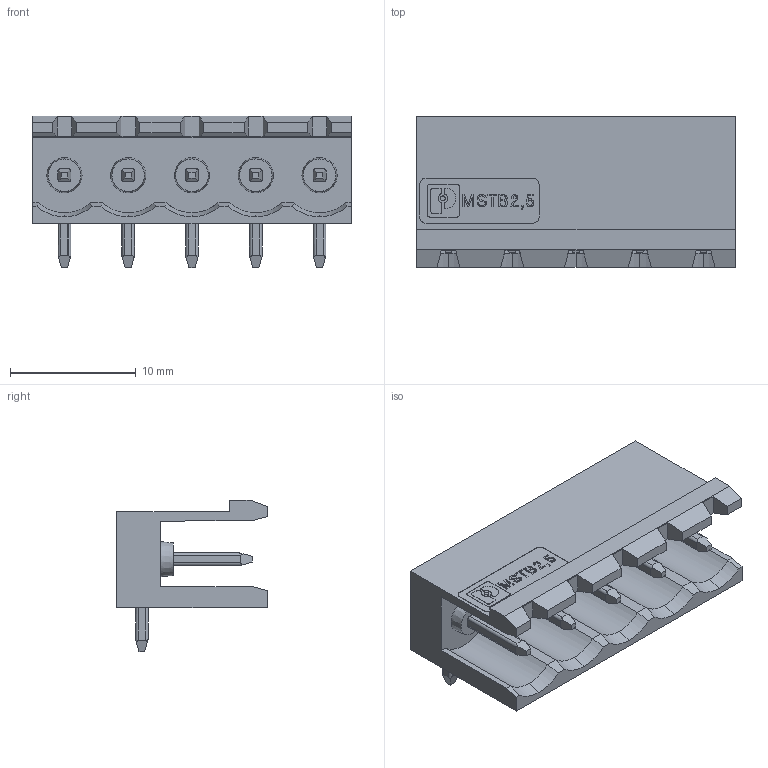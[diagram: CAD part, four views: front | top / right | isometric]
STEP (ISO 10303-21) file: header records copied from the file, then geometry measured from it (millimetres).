
FILE_DESCRIPTION(('STEP AP214'),'1');
FILE_NAME('cctmp_1489EA44-2A56-4DFF-8CC9-D075C6E26852_2023_02_03_16_20_23_0940_10180..stp','2023-02-03T16:20:24',('PHOENIX CONTACT Deutschland GmbH'),('CADClick - www.CADClick.com'),'Spatial InterOp 3D',' ','unknown authorization');
FILE_SCHEMA(('AUTOMOTIVE_DESIGN'));
Length unit declared in the file: millimetre
Products named in the file (7): 2023_02_03_16_20_23_0643; 2023_02_03_16_20_23_0940; 2023_02_03_16_20_23_0925; 2023_02_03_16_20_23_0909; 2023_02_03_16_20_23_0893; 2023_02_03_16_20_23_0878; 2023_02_03_16_20_23_0847
Assembly tree (6 placements, depth 2):
  2023_02_03_16_20_23_0643
    2023_02_03_16_20_23_0940
    2023_02_03_16_20_23_0925
    2023_02_03_16_20_23_0909
    2023_02_03_16_20_23_0893
    2023_02_03_16_20_23_0878
    2023_02_03_16_20_23_0847
Bounding box: 25.4 x 12 x 12.07 mm (x, y, z)
Volume: 1137.1 mm3; surface area: 2031.2 mm2
Topology: 6 solids, 6 shells, 680 faces, 1897 edges, 1248 vertices
Faces by surface type: plane 479, cylinder 151, bspline 20, cone 20, sphere 10
Entity records: 44113 total; most frequent: CARTESIAN_POINT 17276, ORIENTED_EDGE 3794, DIRECTION 3503, EDGE_CURVE 1897, LINE 1465, VECTOR 1465, STYLED_ITEM 1406, PRESENTATION_STYLE_ASSIGNMENT 1406
